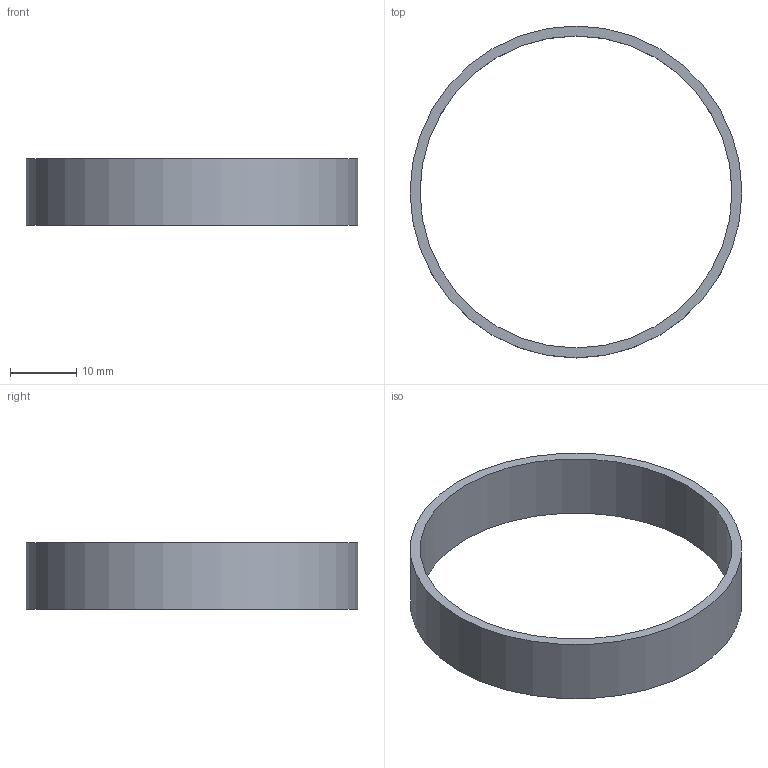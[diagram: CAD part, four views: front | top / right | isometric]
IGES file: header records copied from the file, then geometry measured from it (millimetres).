
Global section: file name: 700250.stp.ipt; native system: Autodesk Inventor 2014; preprocessor: unknown; author: zeman; date: 20151016.102013; units: millimetre
Bounding box: 50 x 50 x 10 mm (x, y, z)
Volume: 2285.5 mm3; surface area: 3504.4 mm2
Topology: 1 solids, 1 shells, 4 faces, 6 edges, 4 vertices
Faces by surface type: plane 2, revolution 1, cylinder 1
Full cylindrical faces by diameter (mm): 50 x1
